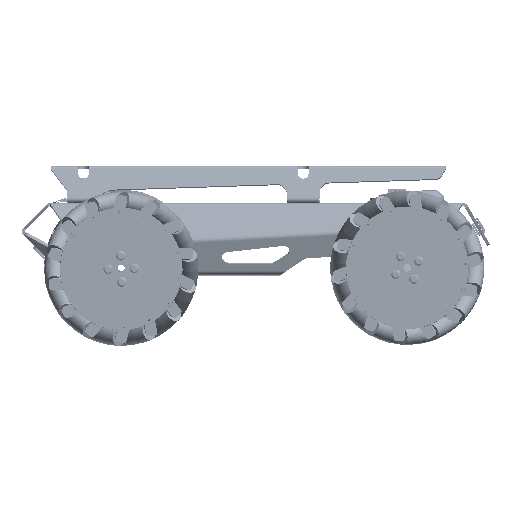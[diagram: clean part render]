
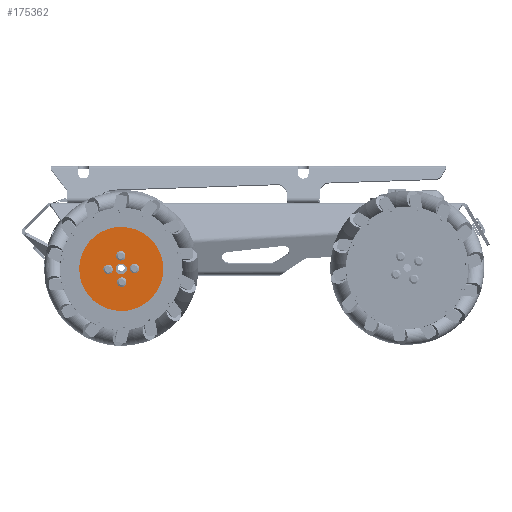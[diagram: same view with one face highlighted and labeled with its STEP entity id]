
A CAD part, left-side view. The second image highlights one B-rep face of the part: STEP entity #175362.
In plain terms, the highlighted planar face has unit normal (-1, 0, -0.006).
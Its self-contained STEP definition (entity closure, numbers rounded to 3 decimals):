
#2736 = DIRECTION ( 'NONE',  ( 1., 0., 0.006 ) ) ;
#2818 = AXIS2_PLACEMENT_3D ( 'NONE', #9297, #65181, #175613 ) ;
#6075 = CARTESIAN_POINT ( 'NONE',  ( -270.114, 164.517, 424.954 ) ) ;
#8385 = ORIENTED_EDGE ( 'NONE', *, *, #68438, .T. ) ;
#8977 = DIRECTION ( 'NONE',  ( 0., -0.999, 0.036 ) ) ;
#9297 = CARTESIAN_POINT ( 'NONE',  ( -270.043, 164.084, 412.962 ) ) ;
#14778 = VERTEX_POINT ( 'NONE', #173936 ) ;
#14869 = CARTESIAN_POINT ( 'NONE',  ( -270.114, 164.517, 424.954 ) ) ;
#15331 = CARTESIAN_POINT ( 'NONE',  ( -270.111, 176.51, 424.52 ) ) ;
#16561 = CIRCLE ( 'NONE', #58370, 38.3 ) ;
#17106 = EDGE_CURVE ( 'NONE', #211894, #46263, #229113, .T. ) ;
#17835 = PLANE ( 'NONE',  #58586 ) ;
#18325 = CIRCLE ( 'NONE', #37384, 2.1 ) ;
#18763 = AXIS2_PLACEMENT_3D ( 'NONE', #34989, #107507, #126509 ) ;
#28547 = CARTESIAN_POINT ( 'NONE',  ( -270.342, 163.774, 463.246 ) ) ;
#28820 = VERTEX_POINT ( 'NONE', #32329 ) ;
#32329 = CARTESIAN_POINT ( 'NONE',  ( -270.084, 164.337, 419.957 ) ) ;
#34136 = ORIENTED_EDGE ( 'NONE', *, *, #221989, .F. ) ;
#34182 = CIRCLE ( 'NONE', #64608, 2.1 ) ;
#34989 = CARTESIAN_POINT ( 'NONE',  ( -270.114, 164.517, 424.954 ) ) ;
#36649 = CARTESIAN_POINT ( 'NONE',  ( -270.117, 152.525, 425.387 ) ) ;
#36852 = ORIENTED_EDGE ( 'NONE', *, *, #216982, .T. ) ;
#37384 = AXIS2_PLACEMENT_3D ( 'NONE', #36649, #56856, #129270 ) ;
#39305 = AXIS2_PLACEMENT_3D ( 'NONE', #158841, #99557, #156505 ) ;
#40410 = CARTESIAN_POINT ( 'NONE',  ( -270.111, 178.608, 424.445 ) ) ;
#44710 = CARTESIAN_POINT ( 'NONE',  ( -270.117, 152.525, 425.387 ) ) ;
#45274 = ORIENTED_EDGE ( 'NONE', *, *, #167809, .T. ) ;
#46263 = VERTEX_POINT ( 'NONE', #28547 ) ;
#46599 = CARTESIAN_POINT ( 'NONE',  ( -270.042, 166.183, 412.886 ) ) ;
#47773 = ORIENTED_EDGE ( 'NONE', *, *, #61929, .T. ) ;
#49893 = AXIS2_PLACEMENT_3D ( 'NONE', #201194, #217891, #107226 ) ;
#50445 = DIRECTION ( 'NONE',  ( 0., -0.999, 0.036 ) ) ;
#52634 = CARTESIAN_POINT ( 'NONE',  ( -270.116, 154.624, 425.312 ) ) ;
#55118 = CARTESIAN_POINT ( 'NONE',  ( -270.111, 176.51, 424.52 ) ) ;
#56856 = DIRECTION ( 'NONE',  ( 1., 0., 0.006 ) ) ;
#58370 = AXIS2_PLACEMENT_3D ( 'NONE', #14869, #107612, #191266 ) ;
#58586 = AXIS2_PLACEMENT_3D ( 'NONE', #111683, #198671, #165184 ) ;
#59122 = CARTESIAN_POINT ( 'NONE',  ( -270.144, 164.698, 429.951 ) ) ;
#61929 = EDGE_CURVE ( 'NONE', #174024, #179234, #175062, .T. ) ;
#64591 = EDGE_CURVE ( 'NONE', #46263, #211894, #16561, .T. ) ;
#64608 = AXIS2_PLACEMENT_3D ( 'NONE', #15331, #161498, #87949 ) ;
#65181 = DIRECTION ( 'NONE',  ( 1., 0., 0.006 ) ) ;
#68438 = EDGE_CURVE ( 'NONE', #89219, #109785, #135577, .T. ) ;
#69160 = DIRECTION ( 'NONE',  ( 0., -0.999, 0.036 ) ) ;
#73404 = CARTESIAN_POINT ( 'NONE',  ( -270.186, 164.951, 436.946 ) ) ;
#75324 = DIRECTION ( 'NONE',  ( 0., -0.999, 0.036 ) ) ;
#78643 = DIRECTION ( 'NONE',  ( -1., 0., -0.006 ) ) ;
#81655 = CARTESIAN_POINT ( 'NONE',  ( -269.886, 165.261, 386.662 ) ) ;
#81733 = EDGE_LOOP ( 'NONE', ( #218017, #8385 ) ) ;
#83555 = AXIS2_PLACEMENT_3D ( 'NONE', #85826, #133684, #69160 ) ;
#85826 = CARTESIAN_POINT ( 'NONE',  ( -270.043, 164.084, 412.962 ) ) ;
#85965 = CARTESIAN_POINT ( 'NONE',  ( -270.185, 167.05, 436.87 ) ) ;
#86493 = EDGE_CURVE ( 'NONE', #228413, #97585, #18325, .T. ) ;
#87949 = DIRECTION ( 'NONE',  ( 0., -0.999, 0.036 ) ) ;
#89219 = VERTEX_POINT ( 'NONE', #46599 ) ;
#89673 = EDGE_LOOP ( 'NONE', ( #178839, #36852 ) ) ;
#93680 = AXIS2_PLACEMENT_3D ( 'NONE', #55118, #2736, #75324 ) ;
#93925 = FACE_BOUND ( 'NONE', #89673, .T. ) ;
#94691 = EDGE_LOOP ( 'NONE', ( #45274, #47773 ) ) ;
#97585 = VERTEX_POINT ( 'NONE', #52634 ) ;
#99158 = VERTEX_POINT ( 'NONE', #59122 ) ;
#99557 = DIRECTION ( 'NONE',  ( 1., 0., 0.006 ) ) ;
#100620 = CARTESIAN_POINT ( 'NONE',  ( -270.043, 161.985, 413.038 ) ) ;
#100684 = CIRCLE ( 'NONE', #134917, 5. ) ;
#105022 = CIRCLE ( 'NONE', #93680, 2.1 ) ;
#106774 = ORIENTED_EDGE ( 'NONE', *, *, #86493, .T. ) ;
#107226 = DIRECTION ( 'NONE',  ( 0., -0.999, 0.036 ) ) ;
#107507 = DIRECTION ( 'NONE',  ( -1., 0., -0.006 ) ) ;
#107612 = DIRECTION ( 'NONE',  ( 1., 0., 0.006 ) ) ;
#109785 = VERTEX_POINT ( 'NONE', #100620 ) ;
#111683 = CARTESIAN_POINT ( 'NONE',  ( -270.114, 164.517, 424.954 ) ) ;
#112317 = AXIS2_PLACEMENT_3D ( 'NONE', #73404, #200627, #50445 ) ;
#126509 = DIRECTION ( 'NONE',  ( -0.006, 0.036, 0.999 ) ) ;
#129270 = DIRECTION ( 'NONE',  ( 0., -0.999, 0.036 ) ) ;
#132552 = CIRCLE ( 'NONE', #18763, 5. ) ;
#132756 = AXIS2_PLACEMENT_3D ( 'NONE', #44710, #228965, #8977 ) ;
#133684 = DIRECTION ( 'NONE',  ( 1., 0., 0.006 ) ) ;
#134917 = AXIS2_PLACEMENT_3D ( 'NONE', #6075, #78643, #152177 ) ;
#135577 = CIRCLE ( 'NONE', #2818, 2.1 ) ;
#143240 = EDGE_CURVE ( 'NONE', #109785, #89219, #170656, .T. ) ;
#143789 = FACE_OUTER_BOUND ( 'NONE', #217853, .T. ) ;
#146158 = FACE_BOUND ( 'NONE', #176255, .T. ) ;
#147267 = CIRCLE ( 'NONE', #132756, 2.1 ) ;
#152177 = DIRECTION ( 'NONE',  ( -0.006, 0.036, 0.999 ) ) ;
#156505 = DIRECTION ( 'NONE',  ( 0.006, 0.019, -1. ) ) ;
#158841 = CARTESIAN_POINT ( 'NONE',  ( -270.114, 164.517, 424.954 ) ) ;
#161498 = DIRECTION ( 'NONE',  ( 1., 0., 0.006 ) ) ;
#165184 = DIRECTION ( 'NONE',  ( 0.006, 0.019, -1. ) ) ;
#166976 = ORIENTED_EDGE ( 'NONE', *, *, #17106, .F. ) ;
#167809 = EDGE_CURVE ( 'NONE', #179234, #174024, #214964, .T. ) ;
#170656 = CIRCLE ( 'NONE', #83555, 2.1 ) ;
#173936 = CARTESIAN_POINT ( 'NONE',  ( -270.112, 174.411, 424.596 ) ) ;
#174024 = VERTEX_POINT ( 'NONE', #85965 ) ;
#175062 = CIRCLE ( 'NONE', #49893, 2.1 ) ;
#175362 = ADVANCED_FACE ( 'NONE', ( #93925, #201004, #183080, #220018, #143789, #146158 ), #17835, .T. ) ;
#175613 = DIRECTION ( 'NONE',  ( 0., -0.999, 0.036 ) ) ;
#176255 = EDGE_LOOP ( 'NONE', ( #204732, #34136 ) ) ;
#176812 = CARTESIAN_POINT ( 'NONE',  ( -270.117, 150.427, 425.463 ) ) ;
#177893 = EDGE_CURVE ( 'NONE', #14778, #186958, #105022, .T. ) ;
#178839 = ORIENTED_EDGE ( 'NONE', *, *, #177893, .T. ) ;
#179234 = VERTEX_POINT ( 'NONE', #208847 ) ;
#181198 = ORIENTED_EDGE ( 'NONE', *, *, #64591, .F. ) ;
#183080 = FACE_BOUND ( 'NONE', #229634, .T. ) ;
#184635 = EDGE_CURVE ( 'NONE', #99158, #28820, #132552, .T. ) ;
#186958 = VERTEX_POINT ( 'NONE', #40410 ) ;
#191266 = DIRECTION ( 'NONE',  ( 0.006, 0.019, -1. ) ) ;
#198671 = DIRECTION ( 'NONE',  ( -1., 0., -0.006 ) ) ;
#200627 = DIRECTION ( 'NONE',  ( 1., 0., 0.006 ) ) ;
#201004 = FACE_BOUND ( 'NONE', #94691, .T. ) ;
#201194 = CARTESIAN_POINT ( 'NONE',  ( -270.186, 164.951, 436.946 ) ) ;
#204732 = ORIENTED_EDGE ( 'NONE', *, *, #184635, .F. ) ;
#208502 = EDGE_CURVE ( 'NONE', #97585, #228413, #147267, .T. ) ;
#208847 = CARTESIAN_POINT ( 'NONE',  ( -270.186, 162.852, 437.022 ) ) ;
#211894 = VERTEX_POINT ( 'NONE', #81655 ) ;
#214964 = CIRCLE ( 'NONE', #112317, 2.1 ) ;
#216982 = EDGE_CURVE ( 'NONE', #186958, #14778, #34182, .T. ) ;
#217853 = EDGE_LOOP ( 'NONE', ( #181198, #166976 ) ) ;
#217891 = DIRECTION ( 'NONE',  ( 1., 0., 0.006 ) ) ;
#218017 = ORIENTED_EDGE ( 'NONE', *, *, #143240, .T. ) ;
#220018 = FACE_BOUND ( 'NONE', #81733, .T. ) ;
#221989 = EDGE_CURVE ( 'NONE', #28820, #99158, #100684, .T. ) ;
#224581 = ORIENTED_EDGE ( 'NONE', *, *, #208502, .T. ) ;
#228413 = VERTEX_POINT ( 'NONE', #176812 ) ;
#228965 = DIRECTION ( 'NONE',  ( 1., 0., 0.006 ) ) ;
#229113 = CIRCLE ( 'NONE', #39305, 38.3 ) ;
#229634 = EDGE_LOOP ( 'NONE', ( #106774, #224581 ) ) ;
